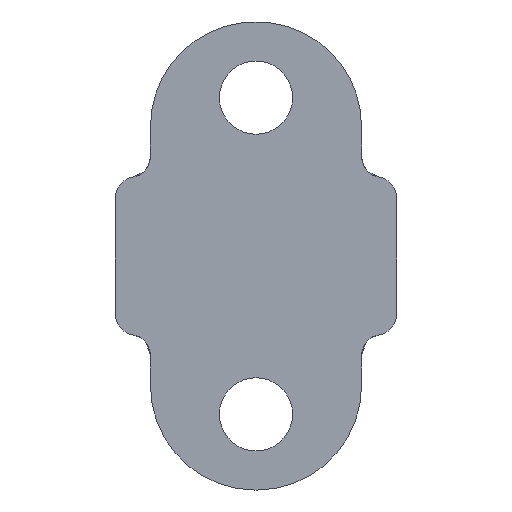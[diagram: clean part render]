
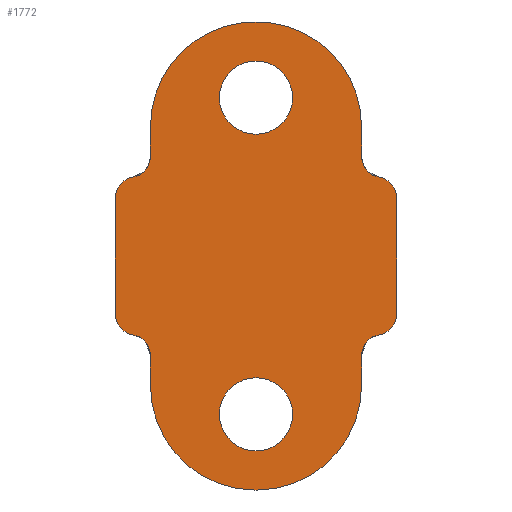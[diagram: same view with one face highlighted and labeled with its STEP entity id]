
A CAD part, front view. The second image highlights one B-rep face of the part: STEP entity #1772.
In plain terms, the highlighted planar face has unit normal (0, -1, 0).
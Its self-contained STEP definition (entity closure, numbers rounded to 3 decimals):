
#62=FACE_BOUND('',#300,.T.);
#63=FACE_BOUND('',#301,.T.);
#89=PLANE('',#1927);
#194=FACE_OUTER_BOUND('',#299,.T.);
#299=EDGE_LOOP('',(#1383,#1384,#1385,#1386,#1387,#1388,#1389,#1390,#1391,
#1392,#1393,#1394,#1395,#1396,#1397,#1398,#1399,#1400,#1401));
#300=EDGE_LOOP('',(#1402));
#301=EDGE_LOOP('',(#1403));
#406=LINE('',#2986,#563);
#411=LINE('',#3004,#568);
#424=LINE('',#3025,#581);
#427=LINE('',#3214,#584);
#432=LINE('',#3314,#589);
#445=LINE('',#3339,#602);
#446=LINE('',#3344,#603);
#563=VECTOR('',#2172,10.);
#568=VECTOR('',#2193,10.);
#581=VECTOR('',#2208,10.);
#584=VECTOR('',#2225,10.);
#589=VECTOR('',#2250,10.);
#602=VECTOR('',#2265,10.);
#603=VECTOR('',#2270,10.);
#702=CIRCLE('',#1877,14.849);
#705=CIRCLE('',#1882,14.849);
#717=CIRCLE('',#1898,3.);
#719=CIRCLE('',#1902,3.);
#720=CIRCLE('',#1904,3.);
#721=CIRCLE('',#1906,3.);
#725=CIRCLE('',#1914,3.);
#727=CIRCLE('',#1918,3.);
#728=CIRCLE('',#1920,3.);
#731=CIRCLE('',#1924,3.);
#732=CIRCLE('',#1928,14.849);
#733=CIRCLE('',#1929,14.849);
#734=CIRCLE('',#1930,5.2);
#735=CIRCLE('',#1931,5.2);
#800=VERTEX_POINT('',#2651);
#801=VERTEX_POINT('',#2653);
#804=VERTEX_POINT('',#2663);
#832=VERTEX_POINT('',#2979);
#833=VERTEX_POINT('',#2981);
#834=VERTEX_POINT('',#2985);
#836=VERTEX_POINT('',#2991);
#837=VERTEX_POINT('',#2995);
#838=VERTEX_POINT('',#2999);
#839=VERTEX_POINT('',#3003);
#851=VERTEX_POINT('',#3207);
#852=VERTEX_POINT('',#3209);
#853=VERTEX_POINT('',#3213);
#855=VERTEX_POINT('',#3219);
#856=VERTEX_POINT('',#3223);
#862=VERTEX_POINT('',#3310);
#873=VERTEX_POINT('',#3337);
#874=VERTEX_POINT('',#3341);
#875=VERTEX_POINT('',#3343);
#876=VERTEX_POINT('',#3346);
#877=VERTEX_POINT('',#3348);
#976=EDGE_CURVE('',#800,#801,#702,.T.);
#982=EDGE_CURVE('',#804,#800,#705,.T.);
#1012=EDGE_CURVE('',#833,#832,#717,.T.);
#1014=EDGE_CURVE('',#834,#833,#406,.T.);
#1018=EDGE_CURVE('',#836,#834,#719,.T.);
#1019=EDGE_CURVE('',#836,#837,#720,.F.);
#1021=EDGE_CURVE('',#838,#832,#721,.F.);
#1023=EDGE_CURVE('',#839,#837,#411,.T.);
#1036=EDGE_CURVE('',#838,#801,#424,.T.);
#1043=EDGE_CURVE('',#852,#851,#725,.T.);
#1044=EDGE_CURVE('',#853,#852,#427,.T.);
#1048=EDGE_CURVE('',#855,#853,#727,.T.);
#1049=EDGE_CURVE('',#855,#856,#728,.F.);
#1057=EDGE_CURVE('',#862,#851,#731,.F.);
#1059=EDGE_CURVE('',#862,#804,#432,.T.);
#1072=EDGE_CURVE('',#873,#856,#445,.T.);
#1073=EDGE_CURVE('',#874,#873,#732,.T.);
#1074=EDGE_CURVE('',#875,#874,#446,.T.);
#1075=EDGE_CURVE('',#839,#875,#733,.T.);
#1076=EDGE_CURVE('',#876,#876,#734,.T.);
#1077=EDGE_CURVE('',#877,#877,#735,.T.);
#1383=ORIENTED_EDGE('',*,*,#976,.F.);
#1384=ORIENTED_EDGE('',*,*,#982,.F.);
#1385=ORIENTED_EDGE('',*,*,#1059,.F.);
#1386=ORIENTED_EDGE('',*,*,#1057,.T.);
#1387=ORIENTED_EDGE('',*,*,#1043,.F.);
#1388=ORIENTED_EDGE('',*,*,#1044,.F.);
#1389=ORIENTED_EDGE('',*,*,#1048,.F.);
#1390=ORIENTED_EDGE('',*,*,#1049,.T.);
#1391=ORIENTED_EDGE('',*,*,#1072,.F.);
#1392=ORIENTED_EDGE('',*,*,#1073,.F.);
#1393=ORIENTED_EDGE('',*,*,#1074,.F.);
#1394=ORIENTED_EDGE('',*,*,#1075,.F.);
#1395=ORIENTED_EDGE('',*,*,#1023,.T.);
#1396=ORIENTED_EDGE('',*,*,#1019,.F.);
#1397=ORIENTED_EDGE('',*,*,#1018,.T.);
#1398=ORIENTED_EDGE('',*,*,#1014,.T.);
#1399=ORIENTED_EDGE('',*,*,#1012,.T.);
#1400=ORIENTED_EDGE('',*,*,#1021,.F.);
#1401=ORIENTED_EDGE('',*,*,#1036,.T.);
#1402=ORIENTED_EDGE('',*,*,#1076,.F.);
#1403=ORIENTED_EDGE('',*,*,#1077,.F.);
#1772=ADVANCED_FACE('',(#194,#62,#63),#89,.F.);
#1877=AXIS2_PLACEMENT_3D('',#2654,#2112,#2113);
#1882=AXIS2_PLACEMENT_3D('',#2665,#2125,#2126);
#1898=AXIS2_PLACEMENT_3D('',#2982,#2167,#2168);
#1902=AXIS2_PLACEMENT_3D('',#2993,#2179,#2180);
#1904=AXIS2_PLACEMENT_3D('',#2996,#2183,#2184);
#1906=AXIS2_PLACEMENT_3D('',#3000,#2188,#2189);
#1914=AXIS2_PLACEMENT_3D('',#3211,#2221,#2222);
#1918=AXIS2_PLACEMENT_3D('',#3221,#2232,#2233);
#1920=AXIS2_PLACEMENT_3D('',#3224,#2236,#2237);
#1924=AXIS2_PLACEMENT_3D('',#3311,#2245,#2246);
#1927=AXIS2_PLACEMENT_3D('',#3340,#2266,#2267);
#1928=AXIS2_PLACEMENT_3D('',#3342,#2268,#2269);
#1929=AXIS2_PLACEMENT_3D('',#3345,#2271,#2272);
#1930=AXIS2_PLACEMENT_3D('',#3347,#2273,#2274);
#1931=AXIS2_PLACEMENT_3D('',#3349,#2275,#2276);
#2112=DIRECTION('center_axis',(0.,1.,0.));
#2113=DIRECTION('ref_axis',(0.707,0.,0.707));
#2125=DIRECTION('center_axis',(0.,1.,0.));
#2126=DIRECTION('ref_axis',(-0.707,0.,0.707));
#2167=DIRECTION('center_axis',(0.,-1.,0.));
#2168=DIRECTION('ref_axis',(0.,0.,1.));
#2172=DIRECTION('',(0.,0.,1.));
#2179=DIRECTION('center_axis',(0.,-1.,0.));
#2180=DIRECTION('ref_axis',(0.,0.,-1.));
#2183=DIRECTION('center_axis',(0.,1.,0.));
#2184=DIRECTION('ref_axis',(1.,0.,0.));
#2188=DIRECTION('center_axis',(0.,1.,0.));
#2189=DIRECTION('ref_axis',(1.,0.,0.));
#2193=DIRECTION('',(0.,0.,1.));
#2208=DIRECTION('',(0.,0.,1.));
#2221=DIRECTION('center_axis',(0.,1.,0.));
#2222=DIRECTION('ref_axis',(0.,0.,1.));
#2225=DIRECTION('',(0.,0.,1.));
#2232=DIRECTION('center_axis',(0.,1.,0.));
#2233=DIRECTION('ref_axis',(0.,0.,-1.));
#2236=DIRECTION('center_axis',(0.,-1.,0.));
#2237=DIRECTION('ref_axis',(-1.,0.,0.));
#2245=DIRECTION('center_axis',(0.,-1.,0.));
#2246=DIRECTION('ref_axis',(-1.,0.,0.));
#2250=DIRECTION('',(0.,0.,1.));
#2265=DIRECTION('',(0.,0.,1.));
#2266=DIRECTION('center_axis',(0.,1.,0.));
#2267=DIRECTION('ref_axis',(0.,0.,-1.));
#2268=DIRECTION('center_axis',(0.,1.,0.));
#2269=DIRECTION('ref_axis',(-0.707,0.,-0.707));
#2270=DIRECTION('',(-1.,0.,0.));
#2271=DIRECTION('center_axis',(0.,1.,0.));
#2272=DIRECTION('ref_axis',(0.707,0.,-0.707));
#2273=DIRECTION('center_axis',(0.,-1.,0.));
#2274=DIRECTION('ref_axis',(1.,0.,0.));
#2275=DIRECTION('center_axis',(0.,-1.,0.));
#2276=DIRECTION('ref_axis',(1.,0.,0.));
#2651=CARTESIAN_POINT('',(0.,-33.75,42.749));
#2653=CARTESIAN_POINT('',(15.,-33.75,27.901));
#2654=CARTESIAN_POINT('Origin',(0.151,-33.75,27.901));
#2663=CARTESIAN_POINT('',(-15.,-33.75,27.901));
#2665=CARTESIAN_POINT('Origin',(-0.151,-33.75,27.901));
#2979=CARTESIAN_POINT('',(17.5,-33.75,20.708));
#2981=CARTESIAN_POINT('',(20.,-33.75,17.75));
#2982=CARTESIAN_POINT('Origin',(17.,-33.75,17.75));
#2985=CARTESIAN_POINT('',(20.,-33.75,1.25));
#2986=CARTESIAN_POINT('',(20.,-33.75,25.987));
#2991=CARTESIAN_POINT('',(17.5,-33.75,-1.708));
#2993=CARTESIAN_POINT('Origin',(17.,-33.75,1.25));
#2995=CARTESIAN_POINT('',(15.,-33.75,-4.666));
#2996=CARTESIAN_POINT('Origin',(18.,-33.75,-4.666));
#2999=CARTESIAN_POINT('',(15.,-33.75,23.666));
#3000=CARTESIAN_POINT('Origin',(18.,-33.75,23.666));
#3003=CARTESIAN_POINT('',(15.,-33.75,-8.901));
#3004=CARTESIAN_POINT('',(15.,-33.75,-7.8));
#3025=CARTESIAN_POINT('',(15.,-33.75,-7.8));
#3207=CARTESIAN_POINT('',(-17.5,-33.75,20.708));
#3209=CARTESIAN_POINT('',(-20.,-33.75,17.75));
#3211=CARTESIAN_POINT('Origin',(-17.,-33.75,17.75));
#3213=CARTESIAN_POINT('',(-20.,-33.75,1.25));
#3214=CARTESIAN_POINT('',(-20.,-33.75,25.987));
#3219=CARTESIAN_POINT('',(-17.5,-33.75,-1.708));
#3221=CARTESIAN_POINT('Origin',(-17.,-33.75,1.25));
#3223=CARTESIAN_POINT('',(-15.,-33.75,-4.666));
#3224=CARTESIAN_POINT('Origin',(-18.,-33.75,-4.666));
#3310=CARTESIAN_POINT('',(-15.,-33.75,23.666));
#3311=CARTESIAN_POINT('Origin',(-18.,-33.75,23.666));
#3314=CARTESIAN_POINT('',(-15.,-33.75,27.5));
#3337=CARTESIAN_POINT('',(-15.,-33.75,-8.901));
#3339=CARTESIAN_POINT('',(-15.,-33.75,27.5));
#3340=CARTESIAN_POINT('Origin',(15.,-33.75,45.5));
#3341=CARTESIAN_POINT('',(-0.151,-33.75,-23.75));
#3342=CARTESIAN_POINT('Origin',(-0.151,-33.75,-8.901));
#3343=CARTESIAN_POINT('',(0.151,-33.75,-23.75));
#3344=CARTESIAN_POINT('',(15.,-33.75,-23.75));
#3345=CARTESIAN_POINT('Origin',(0.151,-33.75,-8.901));
#3346=CARTESIAN_POINT('',(-5.2,-33.75,32.));
#3347=CARTESIAN_POINT('Origin',(0.,-33.75,
32.));
#3348=CARTESIAN_POINT('',(-5.2,-33.75,-13.));
#3349=CARTESIAN_POINT('Origin',(0.,-33.75,
-13.));
